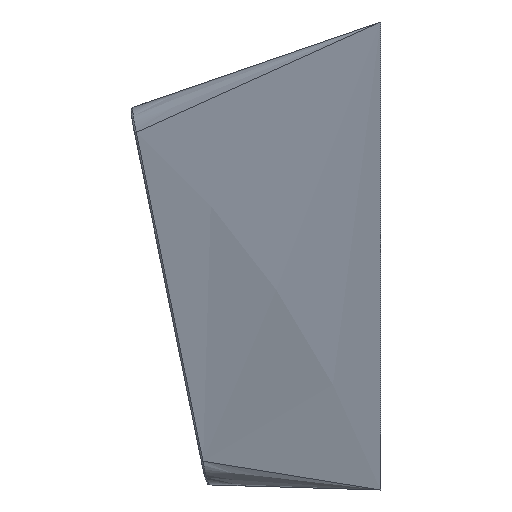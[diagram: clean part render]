
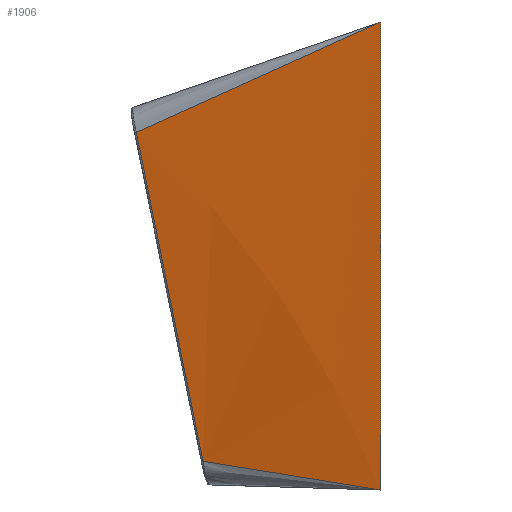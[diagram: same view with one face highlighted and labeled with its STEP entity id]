
A CAD part, left-side view. The second image highlights one B-rep face of the part: STEP entity #1906.
In plain terms, the highlighted free-form (B-spline) face has degree [3, 1] with [6, 2] control points.
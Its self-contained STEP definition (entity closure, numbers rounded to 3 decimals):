
#45 = ORIENTED_EDGE ( 'NONE', *, *, #1212, .T. ) ;
#164 = EDGE_CURVE ( 'NONE', #1073, #1213, #2174, .T. ) ;
#219 = VECTOR ( 'NONE', #2181, 1000. ) ;
#445 = CARTESIAN_POINT ( 'NONE',  ( 2.623, 6.833, 1.102 ) ) ;
#461 = CARTESIAN_POINT ( 'NONE',  ( 0., 0., 6. ) ) ;
#472 = CARTESIAN_POINT ( 'NONE',  ( 0., 0., 0. ) ) ;
#659 = ORIENTED_EDGE ( 'NONE', *, *, #1132, .T. ) ;
#676 = CARTESIAN_POINT ( 'NONE',  ( 2.629, 9.398, 13.756 ) ) ;
#685 = CARTESIAN_POINT ( 'NONE',  ( 2.65, 7.211, 2.612 ) ) ;
#764 = B_SPLINE_SURFACE_WITH_KNOTS ( 'NONE', 3, 1, ( 
 ( #472, #2846 ),
 ( #1914, #685 ),
 ( #461, #2374 ),
 ( #1181, #932 ),
 ( #2147, #2606 ),
 ( #2853, #1413 ) ),
 .UNSPECIFIED., .F., .F., .F.,
 ( 4, 2, 4 ),
 ( 2, 2 ),
 ( 0., 0.5, 1. ),
 ( 0., 1. ),
 .UNSPECIFIED. ) ;
#777 = CARTESIAN_POINT ( 'NONE',  ( 1.83, 6.612, 15.035 ) ) ;
#781 = B_SPLINE_CURVE_WITH_KNOTS ( 'NONE', 3,
 ( #2403, #2885, #1237, #2464 ),
 .UNSPECIFIED., .F., .F.,
 ( 4, 4 ),
 ( 0.011, 1. ),
 .UNSPECIFIED. ) ;
#785 = VERTEX_POINT ( 'NONE', #1787 ) ;
#806 = B_SPLINE_CURVE_WITH_KNOTS ( 'NONE', 3,
 ( #2209, #1050, #777, #1766 ),
 .UNSPECIFIED., .F., .F.,
 ( 4, 4 ),
 ( 0., 0.991 ),
 .UNSPECIFIED. ) ;
#907 = CARTESIAN_POINT ( 'NONE',  ( 2.629, 9.398, 13.756 ) ) ;
#932 = CARTESIAN_POINT ( 'NONE',  ( 2.65, 8.684, 9.848 ) ) ;
#1050 = CARTESIAN_POINT ( 'NONE',  ( 0.954, 3.478, 16.45 ) ) ;
#1073 = VERTEX_POINT ( 'NONE', #1911 ) ;
#1132 = EDGE_CURVE ( 'NONE', #785, #1213, #781, .T. ) ;
#1143 = CARTESIAN_POINT ( 'NONE',  ( 0., 0., 0. ) ) ;
#1181 = CARTESIAN_POINT ( 'NONE',  ( 0., 0., 12. ) ) ;
#1212 = EDGE_CURVE ( 'NONE', #1480, #785, #2877, .T. ) ;
#1213 = VERTEX_POINT ( 'NONE', #1143 ) ;
#1237 = CARTESIAN_POINT ( 'NONE',  ( 0.942, 2.388, 0.411 ) ) ;
#1399 = CARTESIAN_POINT ( 'NONE',  ( 2.624, 7.338, 3.596 ) ) ;
#1413 = CARTESIAN_POINT ( 'NONE',  ( 2.65, 9.666, 14.672 ) ) ;
#1454 = CARTESIAN_POINT ( 'NONE',  ( 0., 0., 18. ) ) ;
#1480 = VERTEX_POINT ( 'NONE', #676 ) ;
#1621 = CARTESIAN_POINT ( 'NONE',  ( 2.625, 7.843, 6.089 ) ) ;
#1644 = CARTESIAN_POINT ( 'NONE',  ( 2.626, 8.095, 7.335 ) ) ;
#1766 = CARTESIAN_POINT ( 'NONE',  ( 2.629, 9.398, 13.756 ) ) ;
#1784 = ORIENTED_EDGE ( 'NONE', *, *, #164, .F. ) ;
#1787 = CARTESIAN_POINT ( 'NONE',  ( 2.623, 6.833, 1.102 ) ) ;
#1869 = CARTESIAN_POINT ( 'NONE',  ( 2.627, 8.698, 10.307 ) ) ;
#1884 = CARTESIAN_POINT ( 'NONE',  ( 2.625, 7.59, 4.842 ) ) ;
#1906 = ADVANCED_FACE ( 'NONE', ( #2849 ), #764, .T. ) ;
#1911 = CARTESIAN_POINT ( 'NONE',  ( 0., 0., 18. ) ) ;
#1914 = CARTESIAN_POINT ( 'NONE',  ( 0., 0., 3. ) ) ;
#2011 = EDGE_LOOP ( 'NONE', ( #2537, #45, #659, #1784 ) ) ;
#2147 = CARTESIAN_POINT ( 'NONE',  ( 0., 0., 15. ) ) ;
#2174 = LINE ( 'NONE', #1454, #219 ) ;
#2181 = DIRECTION ( 'NONE',  ( 0., 0., -1. ) ) ;
#2209 = CARTESIAN_POINT ( 'NONE',  ( 0., 0., 18. ) ) ;
#2374 = CARTESIAN_POINT ( 'NONE',  ( 2.65, 7.702, 5.024 ) ) ;
#2403 = CARTESIAN_POINT ( 'NONE',  ( 2.623, 6.833, 1.102 ) ) ;
#2464 = CARTESIAN_POINT ( 'NONE',  ( 0., 0., 0. ) ) ;
#2537 = ORIENTED_EDGE ( 'NONE', *, *, #2669, .T. ) ;
#2579 = CARTESIAN_POINT ( 'NONE',  ( 2.628, 9.048, 12.031 ) ) ;
#2584 = CARTESIAN_POINT ( 'NONE',  ( 2.627, 8.348, 8.582 ) ) ;
#2606 = CARTESIAN_POINT ( 'NONE',  ( 2.65, 9.175, 12.26 ) ) ;
#2669 = EDGE_CURVE ( 'NONE', #1073, #1480, #806, .T. ) ;
#2846 = CARTESIAN_POINT ( 'NONE',  ( 2.65, 6.72, 0.199 ) ) ;
#2849 = FACE_OUTER_BOUND ( 'NONE', #2011, .T. ) ;
#2853 = CARTESIAN_POINT ( 'NONE',  ( 0., 0., 18. ) ) ;
#2877 = B_SPLINE_CURVE_WITH_KNOTS ( 'NONE', 3,
 ( #907, #2579, #1869, #2584, #1644, #1621, #1884, #1399, #3076, #445 ),
 .UNSPECIFIED., .F., .F.,
 ( 4, 3, 3, 4 ),
 ( 0., 0.005, 0.009, 0.013 ),
 .UNSPECIFIED. ) ;
#2885 = CARTESIAN_POINT ( 'NONE',  ( 1.816, 4.665, 0.779 ) ) ;
#3076 = CARTESIAN_POINT ( 'NONE',  ( 2.624, 7.085, 2.349 ) ) ;
